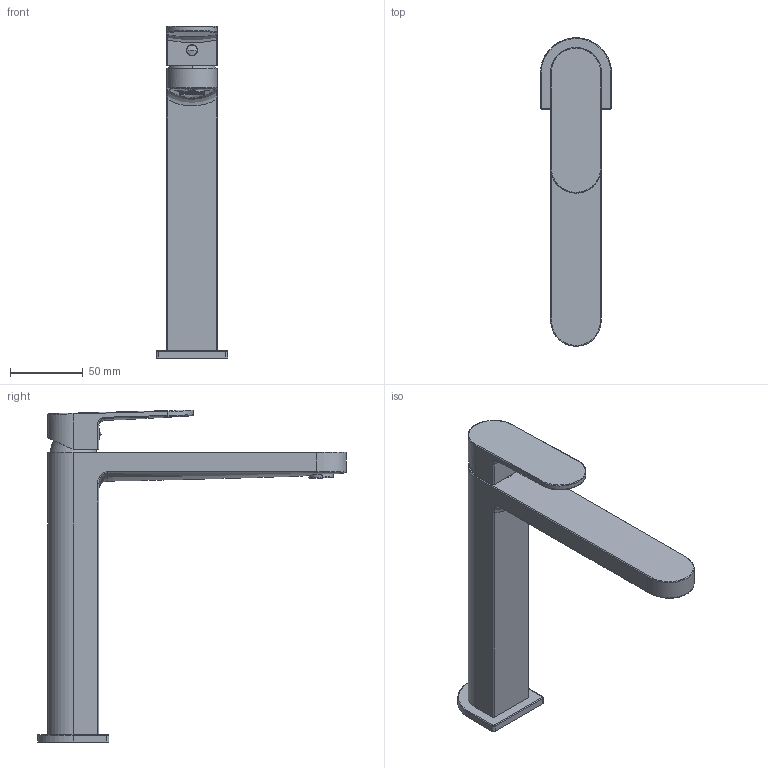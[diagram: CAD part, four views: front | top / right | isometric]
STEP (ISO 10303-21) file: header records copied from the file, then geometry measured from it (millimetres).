
FILE_DESCRIPTION(/* description */ (''),/* implementation_level */ '2;1');
FILE_NAME(/* name */ 'STEP - 164032104_2265207',/* time_stamp */ '2024-05-15T14:05:18+10:00',/* author */ (''),/* organization */ (''),/* preprocessor_version */ 'ST-DEVELOPER v16.5',/* originating_system */ 'Rhino 7.23',/* authorisation */ '');
FILE_SCHEMA (('AUTOMOTIVE_DESIGN'));
Length unit declared in the file: millimetre
Products named in the file (15): Document; 164032100_ASM; 20203041072612; 20501179160111; 20201640022618; 2080009106018; 2050553907267; 2080023306015; 2050226401056; 20310229990110; 2040118399019; 2060934801022; 2050117816014; 2060634202263; 201136402426
Assembly tree (16 placements, depth 3):
  Document
    164032100_ASM
      20203041072612
      20501179160111
      20201640022618
      2080009106018
      2050553907267
      2080023306015  x2
      2050226401056
      20310229990110
      2040118399019
      2060934801022
      2050117816014  x2
      2060634202263
      201136402426
Bounding box: 49 x 211.99 x 227.85 mm (x, y, z)
Volume: 149346.4 mm3; surface area: 115063 mm2
Topology: 16 solids, 16 shells, 2092 faces, 5744 edges, 3682 vertices
Faces by surface type: plane 1415, cylinder 352, bspline 325
Entity records: 76023 total; most frequent: CARTESIAN_POINT 38286, ORIENTED_EDGE 11310, EDGE_CURVE 5655, B_SPLINE_CURVE_WITH_KNOTS 4594, VERTEX_POINT 3635, EDGE_LOOP 2384, ADVANCED_FACE 2061, FACE_OUTER_BOUND 2061
